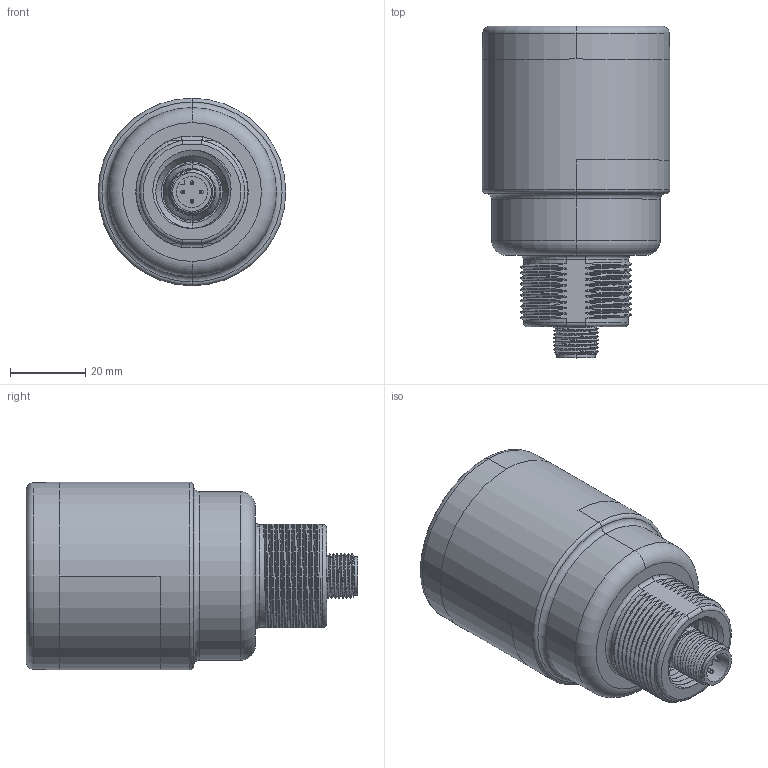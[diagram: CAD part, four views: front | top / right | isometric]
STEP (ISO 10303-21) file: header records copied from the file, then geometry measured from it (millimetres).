
FILE_DESCRIPTION((''),'2;1');
FILE_NAME('145170_SM01_ASM','2025-07-23T11:31:08',('banengservice'),('BANNER ENGINEERING'),'CREO PARAMETRIC BY PTC INC, 2022414','CREO PARAMETRIC BY PTC INC, 2022414','');
FILE_SCHEMA(('CONFIG_CONTROL_DESIGN'));
Length unit declared in the file: millimetre
Products named in the file (2): 145170_EP01; 145170_SM01_ASM
Assembly tree (1 placements, depth 2):
  145170_SM01_ASM
    145170_EP01
Bounding box: 50 x 88.45 x 50 mm (x, y, z)
Volume: 123232 mm3; surface area: 18450.1 mm2
Topology: 1 solids, 1 shells, 229 faces, 597 edges, 382 vertices
Faces by surface type: cylinder 90, bspline 88, plane 28, torus 14, cone 9
Entity records: 16744 total; most frequent: CARTESIAN_POINT 11753, ORIENTED_EDGE 1194, DIRECTION 753, EDGE_CURVE 597, VERTEX_POINT 382, AXIS2_PLACEMENT_3D 276, B_SPLINE_CURVE_WITH_KNOTS 264, EDGE_LOOP 241
